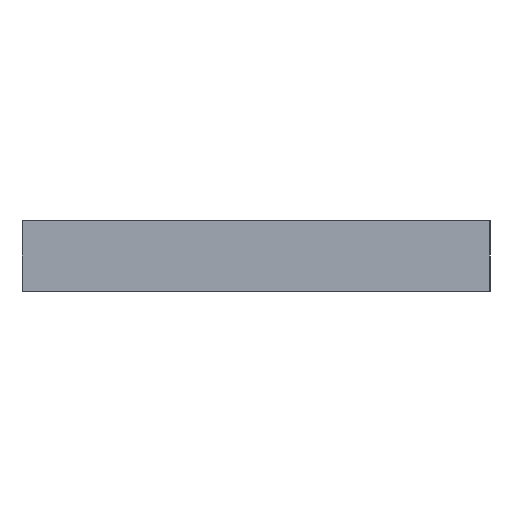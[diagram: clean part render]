
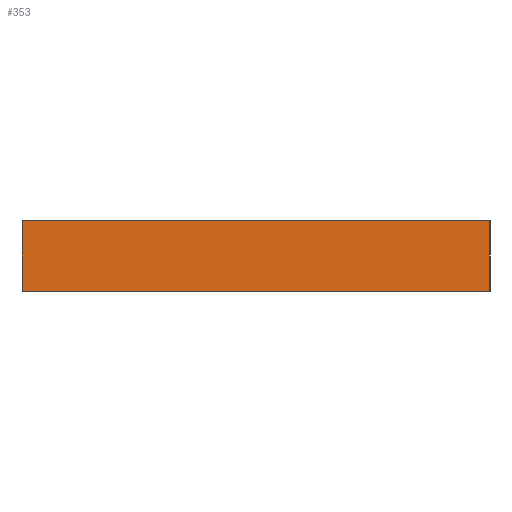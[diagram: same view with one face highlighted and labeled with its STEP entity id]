
A CAD part, left-side view. The second image highlights one B-rep face of the part: STEP entity #353.
In plain terms, the highlighted planar face has unit normal (-1, 0, 0).
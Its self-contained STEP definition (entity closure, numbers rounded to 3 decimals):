
#1 = CARTESIAN_POINT ( 'NONE',  ( -80., 0., 0. ) ) ;
#13 = PLANE ( 'NONE',  #848 ) ;
#72 = ORIENTED_EDGE ( 'NONE', *, *, #517, .F. ) ;
#112 = CARTESIAN_POINT ( 'NONE',  ( -80., 40., 6. ) ) ;
#157 = ORIENTED_EDGE ( 'NONE', *, *, #970, .T. ) ;
#199 = VECTOR ( 'NONE', #742, 1000. ) ;
#232 = VERTEX_POINT ( 'NONE', #1 ) ;
#299 = VERTEX_POINT ( 'NONE', #1105 ) ;
#300 = DIRECTION ( 'NONE',  ( 0., -1., 0. ) ) ;
#353 = ADVANCED_FACE ( 'NONE', ( #637 ), #13, .F. ) ;
#382 = CARTESIAN_POINT ( 'NONE',  ( -80., 40., 6. ) ) ;
#393 = VERTEX_POINT ( 'NONE', #112 ) ;
#397 = LINE ( 'NONE', #382, #683 ) ;
#401 = EDGE_CURVE ( 'NONE', #393, #660, #397, .T. ) ;
#407 = CARTESIAN_POINT ( 'NONE',  ( -80., 0., 6. ) ) ;
#426 = CARTESIAN_POINT ( 'NONE',  ( -80., 40., 0. ) ) ;
#441 = LINE ( 'NONE', #1067, #488 ) ;
#488 = VECTOR ( 'NONE', #613, 1000. ) ;
#517 = EDGE_CURVE ( 'NONE', #660, #232, #991, .T. ) ;
#561 = DIRECTION ( 'NONE',  ( 1., 0., 0. ) ) ;
#566 = DIRECTION ( 'NONE',  ( 0., 0., -1. ) ) ;
#613 = DIRECTION ( 'NONE',  ( 0., 0., -1. ) ) ;
#637 = FACE_OUTER_BOUND ( 'NONE', #915, .T. ) ;
#647 = CARTESIAN_POINT ( 'NONE',  ( -80., 0., 6. ) ) ;
#660 = VERTEX_POINT ( 'NONE', #407 ) ;
#663 = CARTESIAN_POINT ( 'NONE',  ( -80., 40., 6. ) ) ;
#683 = VECTOR ( 'NONE', #300, 1000. ) ;
#742 = DIRECTION ( 'NONE',  ( 0., 0., -1. ) ) ;
#810 = DIRECTION ( 'NONE',  ( 0., -1., 0. ) ) ;
#848 = AXIS2_PLACEMENT_3D ( 'NONE', #663, #561, #566 ) ;
#875 = ORIENTED_EDGE ( 'NONE', *, *, #1071, .T. ) ;
#915 = EDGE_LOOP ( 'NONE', ( #875, #72, #977, #157 ) ) ;
#970 = EDGE_CURVE ( 'NONE', #393, #299, #441, .T. ) ;
#977 = ORIENTED_EDGE ( 'NONE', *, *, #401, .F. ) ;
#991 = LINE ( 'NONE', #647, #199 ) ;
#1011 = VECTOR ( 'NONE', #810, 1000. ) ;
#1042 = LINE ( 'NONE', #426, #1011 ) ;
#1067 = CARTESIAN_POINT ( 'NONE',  ( -80., 40., 6. ) ) ;
#1071 = EDGE_CURVE ( 'NONE', #299, #232, #1042, .T. ) ;
#1105 = CARTESIAN_POINT ( 'NONE',  ( -80., 40., 0. ) ) ;
